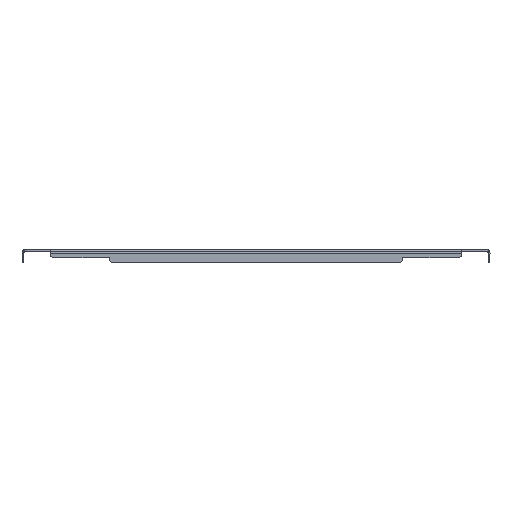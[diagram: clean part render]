
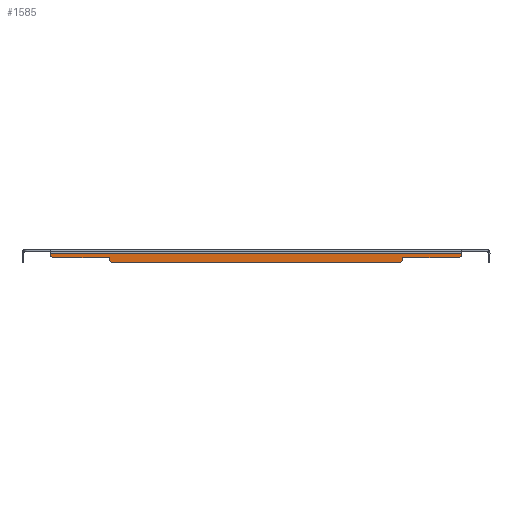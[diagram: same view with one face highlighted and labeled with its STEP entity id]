
A CAD part, front view. The second image highlights one B-rep face of the part: STEP entity #1585.
In plain terms, the highlighted planar face has unit normal (0, -1, 0).
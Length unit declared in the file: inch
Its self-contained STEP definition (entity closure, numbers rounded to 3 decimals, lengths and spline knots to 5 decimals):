
#214 = CARTESIAN_POINT ( 'NONE',  ( 14.46875, -28.46875, -0.237 ) ) ;
#248 = EDGE_CURVE ( 'NONE', #1905, #538, #827, .T. ) ;
#309 = VECTOR ( 'NONE', #395, 39.37008 ) ;
#390 = DIRECTION ( 'NONE',  ( 0., -1., 0. ) ) ;
#395 = DIRECTION ( 'NONE',  ( 0., 0., -1. ) ) ;
#411 = CARTESIAN_POINT ( 'NONE',  ( -14.21875, -28.46875, -0.3125 ) ) ;
#434 = EDGE_CURVE ( 'NONE', #2853, #3590, #3447, .T. ) ;
#440 = CIRCLE ( 'NONE', #715, 0.25 ) ;
#479 = CARTESIAN_POINT ( 'NONE',  ( 14.21875, -28.46875, -0.5625 ) ) ;
#512 = VECTOR ( 'NONE', #1707, 39.37008 ) ;
#538 = VERTEX_POINT ( 'NONE', #655 ) ;
#556 = CIRCLE ( 'NONE', #2932, 0.25 ) ;
#573 = AXIS2_PLACEMENT_3D ( 'NONE', #3910, #986, #3884 ) ;
#582 = CARTESIAN_POINT ( 'NONE',  ( -10.34375, -28.46875, -0.5625 ) ) ;
#602 = CARTESIAN_POINT ( 'NONE',  ( -10.34375, -28.46875, -0.625 ) ) ;
#617 = EDGE_LOOP ( 'NONE', ( #1496, #3620, #803, #967, #2275, #2260, #1452, #2382, #3257, #1345, #2183, #1361 ) ) ;
#618 = CARTESIAN_POINT ( 'NONE',  ( 10.09375, -28.46875, -0.625 ) ) ;
#624 = CARTESIAN_POINT ( 'NONE',  ( 14.46875, -28.46875, 0. ) ) ;
#652 = AXIS2_PLACEMENT_3D ( 'NONE', #995, #1648, #3360 ) ;
#655 = CARTESIAN_POINT ( 'NONE',  ( -14.21875, -28.46875, -0.5625 ) ) ;
#715 = AXIS2_PLACEMENT_3D ( 'NONE', #618, #2518, #1570 ) ;
#741 = PLANE ( 'NONE',  #652 ) ;
#758 = DIRECTION ( 'NONE',  ( 1., 0., 0. ) ) ;
#781 = LINE ( 'NONE', #2077, #3280 ) ;
#803 = ORIENTED_EDGE ( 'NONE', *, *, #2532, .T. ) ;
#827 = CIRCLE ( 'NONE', #1913, 0.25 ) ;
#884 = EDGE_CURVE ( 'NONE', #3834, #1905, #781, .T. ) ;
#941 = VERTEX_POINT ( 'NONE', #4126 ) ;
#967 = ORIENTED_EDGE ( 'NONE', *, *, #3547, .F. ) ;
#971 = CARTESIAN_POINT ( 'NONE',  ( 14.21875, -28.46875, -0.3125 ) ) ;
#986 = DIRECTION ( 'NONE',  ( 0., -1., 0. ) ) ;
#990 = VERTEX_POINT ( 'NONE', #602 ) ;
#995 = CARTESIAN_POINT ( 'NONE',  ( -16.34375, -28.46875, 0. ) ) ;
#1030 = CARTESIAN_POINT ( 'NONE',  ( 14.46875, -28.46875, -0.3125 ) ) ;
#1060 = DIRECTION ( 'NONE',  ( 0., 0., -1. ) ) ;
#1100 = DIRECTION ( 'NONE',  ( 1., 0., 0. ) ) ;
#1240 = CARTESIAN_POINT ( 'NONE',  ( -16.34375, -28.46875, -0.5625 ) ) ;
#1315 = CIRCLE ( 'NONE', #573, 0.25 ) ;
#1345 = ORIENTED_EDGE ( 'NONE', *, *, #434, .T. ) ;
#1361 = ORIENTED_EDGE ( 'NONE', *, *, #2634, .F. ) ;
#1390 = LINE ( 'NONE', #3006, #512 ) ;
#1422 = EDGE_CURVE ( 'NONE', #3046, #2398, #556, .T. ) ;
#1452 = ORIENTED_EDGE ( 'NONE', *, *, #2417, .T. ) ;
#1496 = ORIENTED_EDGE ( 'NONE', *, *, #2540, .T. ) ;
#1498 = CARTESIAN_POINT ( 'NONE',  ( -16.34375, -28.46875, -0.875 ) ) ;
#1570 = DIRECTION ( 'NONE',  ( 0., 0., -1. ) ) ;
#1585 = ADVANCED_FACE ( 'NONE', ( #3038 ), #741, .T. ) ;
#1648 = DIRECTION ( 'NONE',  ( 0., -1., 0. ) ) ;
#1707 = DIRECTION ( 'NONE',  ( 0., 0., -1. ) ) ;
#1898 = LINE ( 'NONE', #1240, #2887 ) ;
#1905 = VERTEX_POINT ( 'NONE', #3041 ) ;
#1913 = AXIS2_PLACEMENT_3D ( 'NONE', #411, #390, #1060 ) ;
#1917 = DIRECTION ( 'NONE',  ( 1., 0., 0. ) ) ;
#1987 = CARTESIAN_POINT ( 'NONE',  ( 10.34375, -28.46875, -0.625 ) ) ;
#2000 = VECTOR ( 'NONE', #758, 39.37008 ) ;
#2077 = CARTESIAN_POINT ( 'NONE',  ( -14.46875, -28.46875, 0. ) ) ;
#2183 = ORIENTED_EDGE ( 'NONE', *, *, #2851, .T. ) ;
#2260 = ORIENTED_EDGE ( 'NONE', *, *, #248, .T. ) ;
#2275 = ORIENTED_EDGE ( 'NONE', *, *, #884, .T. ) ;
#2360 = LINE ( 'NONE', #3684, #2000 ) ;
#2382 = ORIENTED_EDGE ( 'NONE', *, *, #2983, .T. ) ;
#2398 = VERTEX_POINT ( 'NONE', #1030 ) ;
#2417 = EDGE_CURVE ( 'NONE', #538, #3940, #2360, .T. ) ;
#2518 = DIRECTION ( 'NONE',  ( 0., -1., 0. ) ) ;
#2522 = DIRECTION ( 'NONE',  ( 0., 0., 1. ) ) ;
#2532 = EDGE_CURVE ( 'NONE', #2398, #3334, #4211, .T. ) ;
#2540 = EDGE_CURVE ( 'NONE', #941, #3046, #1898, .T. ) ;
#2549 = VECTOR ( 'NONE', #2522, 39.37008 ) ;
#2603 = CARTESIAN_POINT ( 'NONE',  ( -10.34375, -28.46875, -0.71875 ) ) ;
#2634 = EDGE_CURVE ( 'NONE', #941, #3695, #1390, .T. ) ;
#2666 = CARTESIAN_POINT ( 'NONE',  ( 14.46875, -28.46875, -0.237 ) ) ;
#2693 = LINE ( 'NONE', #2603, #309 ) ;
#2784 = LINE ( 'NONE', #214, #2811 ) ;
#2811 = VECTOR ( 'NONE', #2844, 39.37008 ) ;
#2844 = DIRECTION ( 'NONE',  ( 1., 0., 0. ) ) ;
#2851 = EDGE_CURVE ( 'NONE', #3590, #3695, #440, .T. ) ;
#2853 = VERTEX_POINT ( 'NONE', #3476 ) ;
#2862 = CARTESIAN_POINT ( 'NONE',  ( 10.09375, -28.46875, -0.875 ) ) ;
#2887 = VECTOR ( 'NONE', #1917, 39.37008 ) ;
#2932 = AXIS2_PLACEMENT_3D ( 'NONE', #971, #3894, #3532 ) ;
#2983 = EDGE_CURVE ( 'NONE', #3940, #990, #2693, .T. ) ;
#3006 = CARTESIAN_POINT ( 'NONE',  ( 10.34375, -28.46875, -0.71875 ) ) ;
#3038 = FACE_OUTER_BOUND ( 'NONE', #617, .T. ) ;
#3041 = CARTESIAN_POINT ( 'NONE',  ( -14.46875, -28.46875, -0.3125 ) ) ;
#3046 = VERTEX_POINT ( 'NONE', #479 ) ;
#3072 = VECTOR ( 'NONE', #1100, 39.37008 ) ;
#3257 = ORIENTED_EDGE ( 'NONE', *, *, #4059, .T. ) ;
#3280 = VECTOR ( 'NONE', #3379, 39.37008 ) ;
#3334 = VERTEX_POINT ( 'NONE', #2666 ) ;
#3360 = DIRECTION ( 'NONE',  ( 0., 0., -1. ) ) ;
#3379 = DIRECTION ( 'NONE',  ( 0., 0., -1. ) ) ;
#3399 = CARTESIAN_POINT ( 'NONE',  ( -14.46875, -28.46875, -0.237 ) ) ;
#3447 = LINE ( 'NONE', #1498, #3072 ) ;
#3476 = CARTESIAN_POINT ( 'NONE',  ( -10.09375, -28.46875, -0.875 ) ) ;
#3532 = DIRECTION ( 'NONE',  ( 0., 0., -1. ) ) ;
#3547 = EDGE_CURVE ( 'NONE', #3834, #3334, #2784, .T. ) ;
#3590 = VERTEX_POINT ( 'NONE', #2862 ) ;
#3620 = ORIENTED_EDGE ( 'NONE', *, *, #1422, .T. ) ;
#3684 = CARTESIAN_POINT ( 'NONE',  ( -16.34375, -28.46875, -0.5625 ) ) ;
#3695 = VERTEX_POINT ( 'NONE', #1987 ) ;
#3834 = VERTEX_POINT ( 'NONE', #3399 ) ;
#3884 = DIRECTION ( 'NONE',  ( 0., 0., -1. ) ) ;
#3894 = DIRECTION ( 'NONE',  ( 0., -1., 0. ) ) ;
#3910 = CARTESIAN_POINT ( 'NONE',  ( -10.09375, -28.46875, -0.625 ) ) ;
#3940 = VERTEX_POINT ( 'NONE', #582 ) ;
#4059 = EDGE_CURVE ( 'NONE', #990, #2853, #1315, .T. ) ;
#4126 = CARTESIAN_POINT ( 'NONE',  ( 10.34375, -28.46875, -0.5625 ) ) ;
#4211 = LINE ( 'NONE', #624, #2549 ) ;
